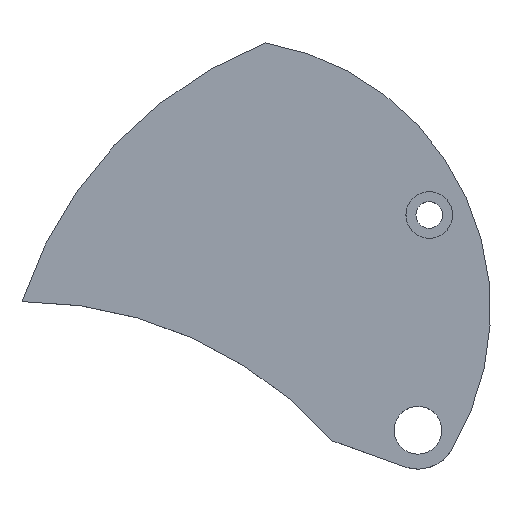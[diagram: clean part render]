
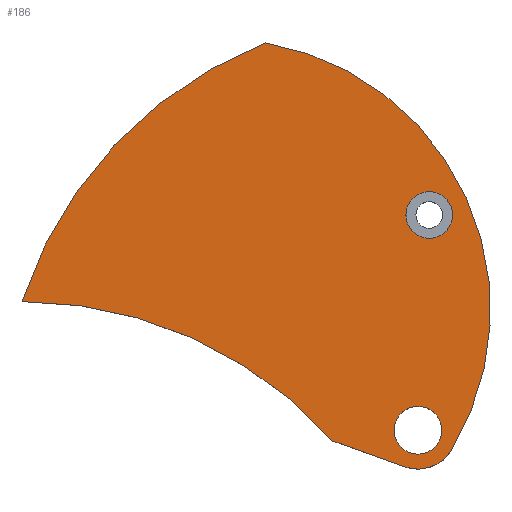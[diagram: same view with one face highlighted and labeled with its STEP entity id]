
A CAD part, top view. The second image highlights one B-rep face of the part: STEP entity #186.
In plain terms, the highlighted planar face has unit normal (0, 0, 1).
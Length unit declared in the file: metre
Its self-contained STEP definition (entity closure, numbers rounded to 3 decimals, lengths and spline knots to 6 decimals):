
#17=LINE('',#324,#24);
#24=VECTOR('',#263,1.);
#60=ORIENTED_EDGE('',*,*,#97,.F.);
#61=ORIENTED_EDGE('',*,*,#94,.F.);
#62=ORIENTED_EDGE('',*,*,#83,.F.);
#63=ORIENTED_EDGE('',*,*,#87,.T.);
#64=ORIENTED_EDGE('',*,*,#90,.F.);
#65=ORIENTED_EDGE('',*,*,#93,.F.);
#66=ORIENTED_EDGE('',*,*,#96,.T.);
#83=EDGE_CURVE('',#105,#106,#121,.T.);
#87=EDGE_CURVE('',#105,#108,#123,.T.);
#90=EDGE_CURVE('',#110,#108,#17,.T.);
#93=EDGE_CURVE('',#112,#110,#125,.T.);
#94=EDGE_CURVE('',#113,#113,#126,.T.);
#96=EDGE_CURVE('',#112,#106,#128,.T.);
#97=EDGE_CURVE('',#114,#114,#129,.T.);
#105=VERTEX_POINT('',#309);
#106=VERTEX_POINT('',#311);
#108=VERTEX_POINT('',#317);
#110=VERTEX_POINT('',#323);
#112=VERTEX_POINT('',#329);
#113=VERTEX_POINT('',#333);
#114=VERTEX_POINT('',#339);
#121=CIRCLE('',#211,0.0375);
#123=CIRCLE('',#214,0.0375);
#125=CIRCLE('',#218,0.0035);
#126=CIRCLE('',#220,0.00215);
#128=CIRCLE('',#223,0.024405);
#129=CIRCLE('',#225,0.0021);
#143=EDGE_LOOP('',(#60));
#144=EDGE_LOOP('',(#61));
#145=EDGE_LOOP('',(#62,#63,#64,#65,#66));
#164=FACE_BOUND('',#143,.T.);
#165=FACE_BOUND('',#144,.T.);
#166=FACE_BOUND('',#145,.T.);
#175=PLANE('',#224);
#186=ADVANCED_FACE('',(#164,#165,#166),#175,.T.);
#211=AXIS2_PLACEMENT_3D('',#310,#249,#250);
#214=AXIS2_PLACEMENT_3D('',#318,#257,#258);
#218=AXIS2_PLACEMENT_3D('',#330,#269,#270);
#220=AXIS2_PLACEMENT_3D('',#332,#273,#274);
#223=AXIS2_PLACEMENT_3D('',#336,#279,#280);
#224=AXIS2_PLACEMENT_3D('',#337,#281,#282);
#225=AXIS2_PLACEMENT_3D('',#338,#283,#284);
#249=DIRECTION('',(0.,0.,-1.));
#250=DIRECTION('',(1.,0.,0.));
#257=DIRECTION('',(0.,0.,-1.));
#258=DIRECTION('',(1.,0.,0.));
#263=DIRECTION('',(-0.941,0.337,0.));
#269=DIRECTION('',(0.,0.,-1.));
#270=DIRECTION('',(1.,0.,0.));
#273=DIRECTION('',(0.,0.,1.));
#274=DIRECTION('',(1.,0.,0.));
#279=DIRECTION('',(0.,0.,1.));
#280=DIRECTION('',(1.,0.,0.));
#281=DIRECTION('',(0.,0.,1.));
#282=DIRECTION('',(1.,0.,0.));
#283=DIRECTION('',(0.,0.,1.));
#284=DIRECTION('',(1.,0.,0.));
#309=CARTESIAN_POINT('',(0.,0.,0.00595));
#310=CARTESIAN_POINT('',(0.035665,-0.011588,0.00595));
#311=CARTESIAN_POINT('',(0.021928,0.023305,0.00595));
#317=CARTESIAN_POINT('',(0.028008,-0.012564,0.00595));
#318=CARTESIAN_POINT('',(0.,-0.0375,0.00595));
#323=CARTESIAN_POINT('',(0.034485,-0.014883,0.00595));
#324=CARTESIAN_POINT('',(0.031246,-0.013724,0.00595));
#329=CARTESIAN_POINT('',(0.038657,-0.013403,0.00595));
#330=CARTESIAN_POINT('',(0.035665,-0.011588,0.00595));
#332=CARTESIAN_POINT('',(0.035665,-0.011588,0.00595));
#333=CARTESIAN_POINT('',(0.037815,-0.011588,0.00595));
#336=CARTESIAN_POINT('',(0.017792,-0.000746,0.00595));
#337=CARTESIAN_POINT('',(0.,0.,0.00595));
#338=CARTESIAN_POINT('',(0.036681,0.007797,0.00595));
#339=CARTESIAN_POINT('',(0.038781,0.007797,0.00595));
